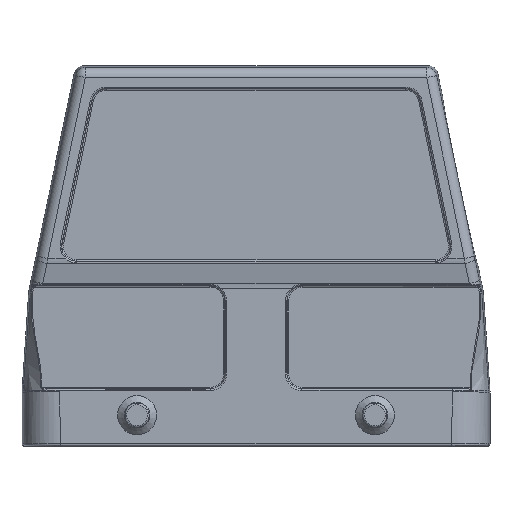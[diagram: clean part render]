
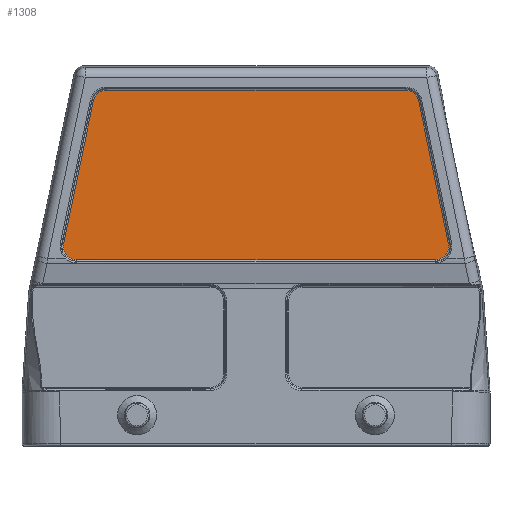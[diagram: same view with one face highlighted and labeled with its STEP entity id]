
A CAD part, front view. The second image highlights one B-rep face of the part: STEP entity #1308.
In plain terms, the highlighted planar face has unit normal (0, -1, 0).
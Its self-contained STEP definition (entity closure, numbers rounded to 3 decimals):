
#415=PLANE('',#6956);
#574=LINE('',#10161,#917);
#575=LINE('',#10175,#918);
#576=LINE('',#10184,#919);
#577=LINE('',#10193,#920);
#917=VECTOR('',#7716,1.);
#918=VECTOR('',#7717,1.);
#919=VECTOR('',#7718,1.);
#920=VECTOR('',#7719,1.);
#1308=ADVANCED_FACE('',(#1908),#415,.T.);
#1908=FACE_OUTER_BOUND('',#2332,.T.);
#2332=EDGE_LOOP('',(#3225,#3226,#3227,#3228,#3229,#3230,#3231,#3232));
#3225=ORIENTED_EDGE('',*,*,#5811,.T.);
#3226=ORIENTED_EDGE('',*,*,#5812,.T.);
#3227=ORIENTED_EDGE('',*,*,#5813,.T.);
#3228=ORIENTED_EDGE('',*,*,#5814,.T.);
#3229=ORIENTED_EDGE('',*,*,#5815,.T.);
#3230=ORIENTED_EDGE('',*,*,#5816,.T.);
#3231=ORIENTED_EDGE('',*,*,#5817,.T.);
#3232=ORIENTED_EDGE('',*,*,#5818,.T.);
#5182=VERTEX_POINT('',#10162);
#5183=VERTEX_POINT('',#10163);
#5184=VERTEX_POINT('',#10174);
#5185=VERTEX_POINT('',#10176);
#5186=VERTEX_POINT('',#10183);
#5187=VERTEX_POINT('',#10185);
#5188=VERTEX_POINT('',#10192);
#5189=VERTEX_POINT('',#10194);
#5811=EDGE_CURVE('',#5182,#5183,#574,.T.);
#5812=EDGE_CURVE('',#5183,#5184,#6696,.T.);
#5813=EDGE_CURVE('',#5184,#5185,#575,.T.);
#5814=EDGE_CURVE('',#5185,#5186,#6697,.T.);
#5815=EDGE_CURVE('',#5186,#5187,#576,.T.);
#5816=EDGE_CURVE('',#5187,#5188,#6698,.T.);
#5817=EDGE_CURVE('',#5188,#5189,#577,.T.);
#5818=EDGE_CURVE('',#5189,#5182,#6699,.T.);
#6696=B_SPLINE_CURVE_WITH_KNOTS('',3,(#10164,#10165,#10166,#10167,#10168,
#10169,#10170,#10171,#10172,#10173),.UNSPECIFIED.,.F.,.F.,(4,2,2,2,4),(0.,
0.25,0.5,0.75,1.),.UNSPECIFIED.);
#6697=B_SPLINE_CURVE_WITH_KNOTS('',3,(#10177,#10178,#10179,#10180,#10181,
#10182),.UNSPECIFIED.,.F.,.F.,(4,2,4),(0.,0.5,1.),.UNSPECIFIED.);
#6698=B_SPLINE_CURVE_WITH_KNOTS('',3,(#10186,#10187,#10188,#10189,#10190,
#10191),.UNSPECIFIED.,.F.,.F.,(4,2,4),(0.,0.5,1.),.UNSPECIFIED.);
#6699=B_SPLINE_CURVE_WITH_KNOTS('',3,(#10195,#10196,#10197,#10198,#10199,
#10200,#10201,#10202,#10203,#10204),.UNSPECIFIED.,.F.,.F.,(4,2,2,2,4),(0.,
0.25,0.5,0.75,1.),.UNSPECIFIED.);
#6956=AXIS2_PLACEMENT_3D('',#10205,#7720,#7721);
#7716=DIRECTION('',(-1.,0.,0.));
#7717=DIRECTION('',(-0.204,0.,-0.979));
#7718=DIRECTION('',(1.,0.,0.));
#7719=DIRECTION('',(-0.204,0.,0.979));
#7720=DIRECTION('',(0.,-1.,0.));
#7721=DIRECTION('',(1.,0.,0.));
#10161=CARTESIAN_POINT('',(-29.852,-21.499,-4.875));
#10162=CARTESIAN_POINT('',(29.852,-21.499,-4.875));
#10163=CARTESIAN_POINT('',(-29.852,-21.499,-4.875));
#10164=CARTESIAN_POINT('',(-29.852,-21.499,-4.875));
#10165=CARTESIAN_POINT('',(-30.127,-21.499,-4.875));
#10166=CARTESIAN_POINT('',(-30.385,-21.499,-4.909));
#10167=CARTESIAN_POINT('',(-30.985,-21.499,-5.104));
#10168=CARTESIAN_POINT('',(-31.312,-21.499,-5.279));
#10169=CARTESIAN_POINT('',(-31.835,-21.499,-5.715));
#10170=CARTESIAN_POINT('',(-32.065,-21.499,-6.008));
#10171=CARTESIAN_POINT('',(-32.348,-21.499,-6.522));
#10172=CARTESIAN_POINT('',(-32.429,-21.499,-6.75));
#10173=CARTESIAN_POINT('',(-32.484,-21.499,-7.014));
#10174=CARTESIAN_POINT('',(-32.484,-21.499,-7.014));
#10175=CARTESIAN_POINT('',(-38.431,-21.499,-35.485));
#10176=CARTESIAN_POINT('',(-38.431,-21.499,-35.485));
#10177=CARTESIAN_POINT('',(-38.431,-21.499,-35.485));
#10178=CARTESIAN_POINT('',(-38.595,-21.499,-36.27));
#10179=CARTESIAN_POINT('',(-38.387,-21.499,-37.12));
#10180=CARTESIAN_POINT('',(-37.391,-21.499,-38.346));
#10181=CARTESIAN_POINT('',(-36.602,-21.499,-38.723));
#10182=CARTESIAN_POINT('',(-35.799,-21.499,-38.724));
#10183=CARTESIAN_POINT('',(-35.799,-21.499,-38.724));
#10184=CARTESIAN_POINT('',(35.799,-21.499,-38.724));
#10185=CARTESIAN_POINT('',(35.799,-21.499,-38.724));
#10186=CARTESIAN_POINT('',(35.799,-21.499,-38.724));
#10187=CARTESIAN_POINT('',(36.601,-21.499,-38.723));
#10188=CARTESIAN_POINT('',(37.39,-21.499,-38.346));
#10189=CARTESIAN_POINT('',(38.386,-21.499,-37.121));
#10190=CARTESIAN_POINT('',(38.595,-21.499,-36.271));
#10191=CARTESIAN_POINT('',(38.431,-21.499,-35.485));
#10192=CARTESIAN_POINT('',(38.431,-21.499,-35.485));
#10193=CARTESIAN_POINT('',(32.484,-21.499,-7.014));
#10194=CARTESIAN_POINT('',(32.484,-21.499,-7.014));
#10195=CARTESIAN_POINT('',(32.484,-21.499,-7.014));
#10196=CARTESIAN_POINT('',(32.428,-21.499,-6.745));
#10197=CARTESIAN_POINT('',(32.342,-21.499,-6.499));
#10198=CARTESIAN_POINT('',(32.028,-21.499,-5.952));
#10199=CARTESIAN_POINT('',(31.79,-21.499,-5.667));
#10200=CARTESIAN_POINT('',(31.256,-21.499,-5.244));
#10201=CARTESIAN_POINT('',(30.922,-21.499,-5.079));
#10202=CARTESIAN_POINT('',(30.361,-21.499,-4.907));
#10203=CARTESIAN_POINT('',(30.122,-21.499,-4.875));
#10204=CARTESIAN_POINT('',(29.852,-21.499,-4.875));
#10205=CARTESIAN_POINT('',(0.,-21.499,0.));
